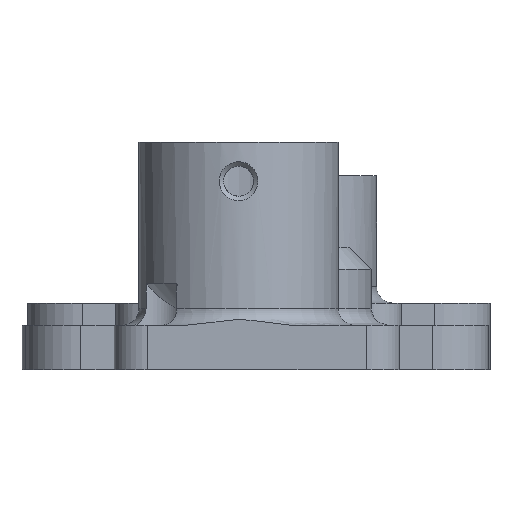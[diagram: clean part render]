
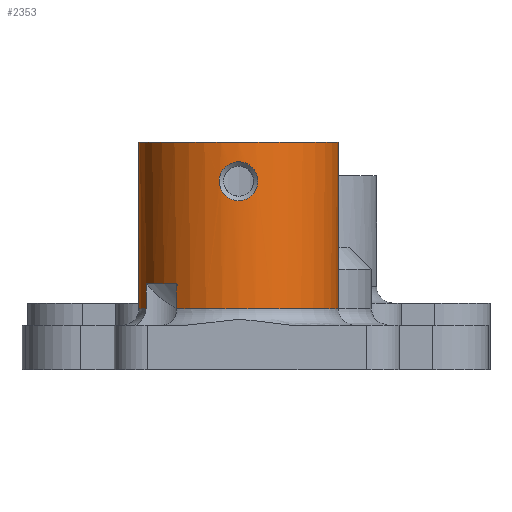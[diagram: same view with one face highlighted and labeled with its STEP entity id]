
A CAD part, left-side view. The second image highlights one B-rep face of the part: STEP entity #2353.
In plain terms, the highlighted cylindrical face has radius 9 mm (diameter 18 mm), a full revolution.
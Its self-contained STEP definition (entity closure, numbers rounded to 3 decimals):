
#66=B_SPLINE_CURVE_WITH_KNOTS('',3,(#3606,#3607,#3608,#3609,#3610,#3611,
#3612,#3613,#3614,#3615,#3616,#3617,#3618,#3619),.UNSPECIFIED.,.F.,.F.,
(4,2,2,2,2,2,4),(0.504,0.521,0.558,0.592,
0.628,0.648,0.657),.UNSPECIFIED.);
#67=B_SPLINE_CURVE_WITH_KNOTS('',3,(#3621,#3622,#3623,#3624,#3625,#3626,
#3627,#3628,#3629,#3630,#3631,#3632),.UNSPECIFIED.,.F.,.F.,(4,2,2,2,2,4),
(1.036,1.111,1.214,1.294,1.373,
1.381),.UNSPECIFIED.);
#68=B_SPLINE_CURVE_WITH_KNOTS('',3,(#3644,#3645,#3646,#3647,#3648,#3649,
#3650,#3651,#3652,#3653,#3654,#3655,#3656,#3657,#3658,#3659,#3660,#3661,
#3662,#3663,#3664,#3665,#3666),.UNSPECIFIED.,.F.,.F.,(4,2,2,2,2,2,2,3,2,
2,4),(0.657,0.677,0.701,0.728,
0.753,0.781,0.821,0.876,0.956,
1.034,1.036),.UNSPECIFIED.);
#198=FACE_OUTER_BOUND('',#329,.T.);
#329=EDGE_LOOP('',(#1659,#1660,#1661,#1662,#1663,#1664,#1665,#1666,#1667,
#1668,#1669,#1670,#1671));
#492=LINE('',#3604,#692);
#493=LINE('',#3634,#693);
#494=LINE('',#3638,#694);
#495=LINE('',#3642,#695);
#692=VECTOR('',#2874,9.);
#693=VECTOR('',#2875,9.);
#694=VECTOR('',#2878,1000.);
#695=VECTOR('',#2881,1000.);
#879=CIRCLE('',#2541,9.);
#880=CIRCLE('',#2542,9.);
#881=CIRCLE('',#2543,9.);
#882=CIRCLE('',#2544,9.);
#1020=VERTEX_POINT('',#3601);
#1021=VERTEX_POINT('',#3603);
#1022=VERTEX_POINT('',#3605);
#1023=VERTEX_POINT('',#3620);
#1024=VERTEX_POINT('',#3633);
#1025=VERTEX_POINT('',#3635);
#1026=VERTEX_POINT('',#3637);
#1027=VERTEX_POINT('',#3639);
#1028=VERTEX_POINT('',#3641);
#1269=EDGE_CURVE('',#1020,#1020,#879,.T.);
#1270=EDGE_CURVE('',#1020,#1021,#492,.T.);
#1271=EDGE_CURVE('',#1022,#1021,#66,.T.);
#1272=EDGE_CURVE('',#1023,#1022,#67,.T.);
#1273=EDGE_CURVE('',#1023,#1024,#493,.T.);
#1274=EDGE_CURVE('',#1025,#1024,#880,.T.);
#1275=EDGE_CURVE('',#1025,#1026,#494,.T.);
#1276=EDGE_CURVE('',#1026,#1027,#881,.F.);
#1277=EDGE_CURVE('',#1027,#1028,#495,.F.);
#1278=EDGE_CURVE('',#1024,#1028,#882,.T.);
#1279=EDGE_CURVE('',#1021,#1023,#68,.T.);
#1659=ORIENTED_EDGE('',*,*,#1269,.T.);
#1660=ORIENTED_EDGE('',*,*,#1270,.T.);
#1661=ORIENTED_EDGE('',*,*,#1271,.F.);
#1662=ORIENTED_EDGE('',*,*,#1272,.F.);
#1663=ORIENTED_EDGE('',*,*,#1273,.T.);
#1664=ORIENTED_EDGE('',*,*,#1274,.F.);
#1665=ORIENTED_EDGE('',*,*,#1275,.T.);
#1666=ORIENTED_EDGE('',*,*,#1276,.T.);
#1667=ORIENTED_EDGE('',*,*,#1277,.T.);
#1668=ORIENTED_EDGE('',*,*,#1278,.F.);
#1669=ORIENTED_EDGE('',*,*,#1273,.F.);
#1670=ORIENTED_EDGE('',*,*,#1279,.F.);
#1671=ORIENTED_EDGE('',*,*,#1270,.F.);
#2294=CYLINDRICAL_SURFACE('',#2540,9.);
#2353=ADVANCED_FACE('',(#198),#2294,.T.);
#2540=AXIS2_PLACEMENT_3D('',#3600,#2870,#2871);
#2541=AXIS2_PLACEMENT_3D('',#3602,#2872,#2873);
#2542=AXIS2_PLACEMENT_3D('',#3636,#2876,#2877);
#2543=AXIS2_PLACEMENT_3D('',#3640,#2879,#2880);
#2544=AXIS2_PLACEMENT_3D('',#3643,#2882,#2883);
#2870=DIRECTION('center_axis',(0.,0.,1.));
#2871=DIRECTION('ref_axis',(-1.,0.,0.));
#2872=DIRECTION('center_axis',(0.,0.,-1.));
#2873=DIRECTION('ref_axis',(-1.,0.,0.));
#2874=DIRECTION('',(0.,0.,-1.));
#2875=DIRECTION('',(0.,0.,-1.));
#2876=DIRECTION('center_axis',(0.,0.,-1.));
#2877=DIRECTION('ref_axis',(-1.,0.,0.));
#2878=DIRECTION('',(0.,0.,1.));
#2879=DIRECTION('center_axis',(0.,0.,-1.));
#2880=DIRECTION('ref_axis',(-1.,0.,0.));
#2881=DIRECTION('',(0.,0.,1.));
#2882=DIRECTION('center_axis',(0.,0.,-1.));
#2883=DIRECTION('ref_axis',(-1.,0.,0.));
#3600=CARTESIAN_POINT('Origin',(-0.021,22.975,-8.125));
#3601=CARTESIAN_POINT('',(8.979,22.975,-2.625));
#3602=CARTESIAN_POINT('Origin',(-0.021,22.975,-2.625));
#3603=CARTESIAN_POINT('',(8.979,22.975,-4.375));
#3604=CARTESIAN_POINT('',(8.979,22.975,-8.125));
#3605=CARTESIAN_POINT('',(8.808,24.719,-6.125));
#3606=CARTESIAN_POINT('Ctrl Pts',(8.808,24.719,-6.125));
#3607=CARTESIAN_POINT('Ctrl Pts',(8.808,24.719,-6.063));
#3608=CARTESIAN_POINT('Ctrl Pts',(8.809,24.715,-5.984));
#3609=CARTESIAN_POINT('Ctrl Pts',(8.817,24.674,-5.686));
#3610=CARTESIAN_POINT('Ctrl Pts',(8.831,24.606,-5.458));
#3611=CARTESIAN_POINT('Ctrl Pts',(8.871,24.37,-5.046));
#3612=CARTESIAN_POINT('Ctrl Pts',(8.893,24.226,-4.883));
#3613=CARTESIAN_POINT('Ctrl Pts',(8.935,23.882,-4.612));
#3614=CARTESIAN_POINT('Ctrl Pts',(8.953,23.682,-4.512));
#3615=CARTESIAN_POINT('Ctrl Pts',(8.971,23.364,-4.416));
#3616=CARTESIAN_POINT('Ctrl Pts',(8.975,23.25,-4.394));
#3617=CARTESIAN_POINT('Ctrl Pts',(8.978,23.09,-4.378));
#3618=CARTESIAN_POINT('Ctrl Pts',(8.979,23.035,-4.375));
#3619=CARTESIAN_POINT('Ctrl Pts',(8.979,22.975,-4.375));
#3620=CARTESIAN_POINT('',(8.979,22.975,-7.877));
#3621=CARTESIAN_POINT('Ctrl Pts',(8.979,22.975,-7.877));
#3622=CARTESIAN_POINT('Ctrl Pts',(8.979,23.24,-7.877));
#3623=CARTESIAN_POINT('Ctrl Pts',(8.968,23.447,-7.816));
#3624=CARTESIAN_POINT('Ctrl Pts',(8.945,23.778,-7.69));
#3625=CARTESIAN_POINT('Ctrl Pts',(8.923,23.991,-7.572));
#3626=CARTESIAN_POINT('Ctrl Pts',(8.878,24.324,-7.256));
#3627=CARTESIAN_POINT('Ctrl Pts',(8.857,24.456,-7.08));
#3628=CARTESIAN_POINT('Ctrl Pts',(8.822,24.65,-6.653));
#3629=CARTESIAN_POINT('Ctrl Pts',(8.811,24.707,-6.418));
#3630=CARTESIAN_POINT('Ctrl Pts',(8.809,24.718,-6.178));
#3631=CARTESIAN_POINT('Ctrl Pts',(8.808,24.719,-6.153));
#3632=CARTESIAN_POINT('Ctrl Pts',(8.808,24.719,-6.125));
#3633=CARTESIAN_POINT('',(8.979,22.975,-17.625));
#3634=CARTESIAN_POINT('',(8.979,22.975,-8.125));
#3635=CARTESIAN_POINT('',(3.34,14.626,-17.625));
#3636=CARTESIAN_POINT('Origin',(-0.021,22.975,-17.625));
#3637=CARTESIAN_POINT('',(3.34,14.626,-15.375));
#3638=CARTESIAN_POINT('',(3.34,14.626,-17.625));
#3639=CARTESIAN_POINT('',(7.022,17.372,-15.375));
#3640=CARTESIAN_POINT('Origin',(-0.021,22.975,-15.375));
#3641=CARTESIAN_POINT('',(7.022,17.372,-17.625));
#3642=CARTESIAN_POINT('',(7.022,17.372,-15.375));
#3643=CARTESIAN_POINT('Origin',(-0.021,22.975,-17.625));
#3644=CARTESIAN_POINT('Ctrl Pts',(8.979,22.975,-4.375));
#3645=CARTESIAN_POINT('Ctrl Pts',(8.979,22.835,-4.374));
#3646=CARTESIAN_POINT('Ctrl Pts',(8.976,22.667,-4.39));
#3647=CARTESIAN_POINT('Ctrl Pts',(8.954,22.271,-4.507));
#3648=CARTESIAN_POINT('Ctrl Pts',(8.935,22.075,-4.61));
#3649=CARTESIAN_POINT('Ctrl Pts',(8.894,21.724,-4.877));
#3650=CARTESIAN_POINT('Ctrl Pts',(8.871,21.58,-5.046));
#3651=CARTESIAN_POINT('Ctrl Pts',(8.835,21.366,-5.417));
#3652=CARTESIAN_POINT('Ctrl Pts',(8.818,21.281,-5.643));
#3653=CARTESIAN_POINT('Ctrl Pts',(8.804,21.211,-6.139));
#3654=CARTESIAN_POINT('Ctrl Pts',(8.81,21.24,-6.357));
#3655=CARTESIAN_POINT('Ctrl Pts',(8.827,21.327,-6.742));
#3656=CARTESIAN_POINT('Ctrl Pts',(8.841,21.406,-6.897));
#3657=CARTESIAN_POINT('Ctrl Pts',(8.862,21.527,-7.11));
#3658=CARTESIAN_POINT('Ctrl Pts',(8.878,21.627,-7.251));
#3659=CARTESIAN_POINT('Ctrl Pts',(8.896,21.757,-7.379));
#3660=CARTESIAN_POINT('Ctrl Pts',(8.922,21.947,-7.565));
#3661=CARTESIAN_POINT('Ctrl Pts',(8.942,22.146,-7.671));
#3662=CARTESIAN_POINT('Ctrl Pts',(8.965,22.455,-7.802));
#3663=CARTESIAN_POINT('Ctrl Pts',(8.979,22.685,-7.874));
#3664=CARTESIAN_POINT('Ctrl Pts',(8.979,22.965,-7.877));
#3665=CARTESIAN_POINT('Ctrl Pts',(8.979,22.97,-7.877));
#3666=CARTESIAN_POINT('Ctrl Pts',(8.979,22.975,-7.877));
